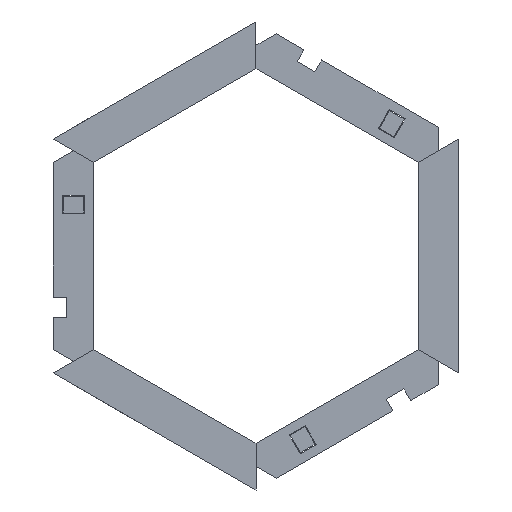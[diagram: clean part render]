
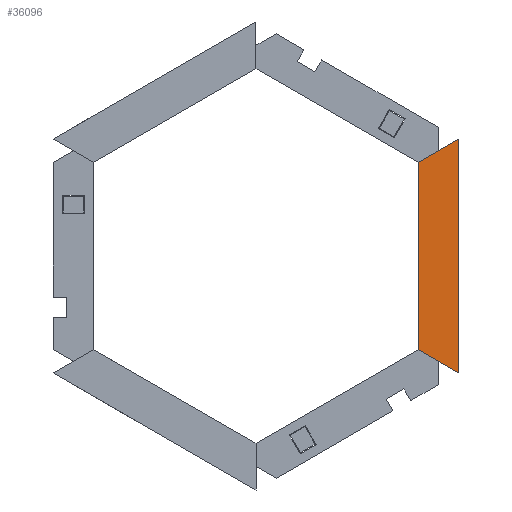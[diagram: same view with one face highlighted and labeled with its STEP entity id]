
A CAD part, front view. The second image highlights one B-rep face of the part: STEP entity #36096.
In plain terms, the highlighted planar face has unit normal (0, -1, 0).
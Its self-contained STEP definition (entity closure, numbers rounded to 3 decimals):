
#402=FACE_OUTER_BOUND('',#2346,.T.);
#2346=EDGE_LOOP('',(#23709,#23710,#23711,#23712));
#4473=LINE('',#49247,#9711);
#4476=LINE('',#49253,#9714);
#4479=LINE('',#49259,#9717);
#4482=LINE('',#49263,#9720);
#9711=VECTOR('',#40115,10.);
#9714=VECTOR('',#40120,10.);
#9717=VECTOR('',#40125,10.);
#9720=VECTOR('',#40130,10.);
#14945=VERTEX_POINT('',#49244);
#14946=VERTEX_POINT('',#49246);
#14948=VERTEX_POINT('',#49252);
#14950=VERTEX_POINT('',#49258);
#18441=EDGE_CURVE('',#14946,#14945,#4473,.T.);
#18444=EDGE_CURVE('',#14948,#14946,#4476,.T.);
#18447=EDGE_CURVE('',#14950,#14948,#4479,.T.);
#18450=EDGE_CURVE('',#14945,#14950,#4482,.T.);
#23709=ORIENTED_EDGE('',*,*,#18450,.T.);
#23710=ORIENTED_EDGE('',*,*,#18447,.T.);
#23711=ORIENTED_EDGE('',*,*,#18444,.T.);
#23712=ORIENTED_EDGE('',*,*,#18441,.T.);
#34152=PLANE('',#38152);
#36096=ADVANCED_FACE('',(#402),#34152,.T.);
#38152=AXIS2_PLACEMENT_3D('',#49265,#40133,#40134);
#40115=DIRECTION('',(0.,0.,1.));
#40120=DIRECTION('',(0.866,0.,-0.5));
#40125=DIRECTION('',(0.,0.,-1.));
#40130=DIRECTION('',(-0.866,0.,-0.5));
#40133=DIRECTION('center_axis',(0.,-1.,0.));
#40134=DIRECTION('ref_axis',(0.,0.,-1.));
#49244=CARTESIAN_POINT('',(150.,-12.5,86.603));
#49246=CARTESIAN_POINT('',(150.,-12.5,-86.603));
#49247=CARTESIAN_POINT('',(150.,-12.5,86.603));
#49252=CARTESIAN_POINT('',(120.,-12.5,-69.282));
#49253=CARTESIAN_POINT('',(120.,-12.5,-69.282));
#49258=CARTESIAN_POINT('',(120.,-12.5,69.282));
#49259=CARTESIAN_POINT('',(120.,-12.5,69.282));
#49263=CARTESIAN_POINT('',(120.,-12.5,69.282));
#49265=CARTESIAN_POINT('Origin',(135.,-12.5,0.));
